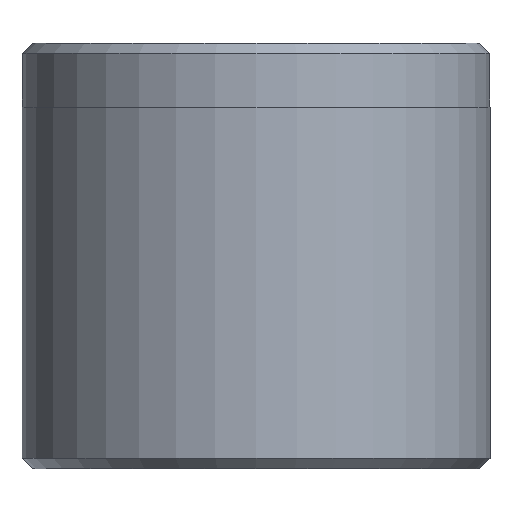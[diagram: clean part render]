
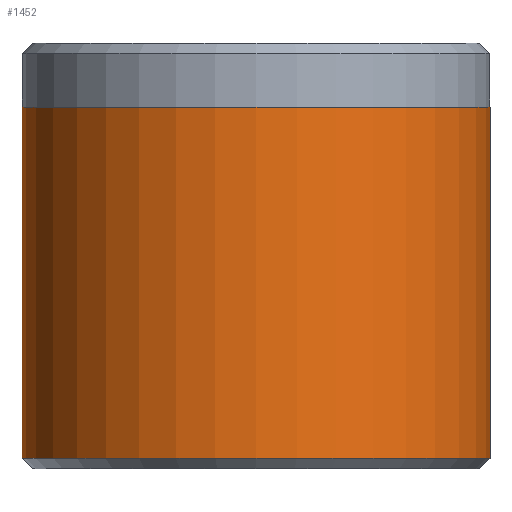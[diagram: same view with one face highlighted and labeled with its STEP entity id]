
A CAD part, front view. The second image highlights one B-rep face of the part: STEP entity #1452.
In plain terms, the highlighted cylindrical face has radius 11 mm (diameter 22 mm), a partial arc.
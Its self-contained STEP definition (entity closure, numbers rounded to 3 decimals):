
#52 = LINE ( 'NONE', #1449, #450 ) ;
#154 = CARTESIAN_POINT ( 'NONE',  ( 11., 0., 0.5 ) ) ;
#266 = CARTESIAN_POINT ( 'NONE',  ( 0., 0., 17. ) ) ;
#267 = ORIENTED_EDGE ( 'NONE', *, *, #1548, .F. ) ;
#335 = VERTEX_POINT ( 'NONE', #154 ) ;
#351 = LINE ( 'NONE', #1585, #719 ) ;
#361 = EDGE_CURVE ( 'NONE', #1551, #1054, #52, .T. ) ;
#367 = CARTESIAN_POINT ( 'NONE',  ( 0., 0., 20. ) ) ;
#399 = DIRECTION ( 'NONE',  ( 0., 0., 1. ) ) ;
#403 = CYLINDRICAL_SURFACE ( 'NONE', #1736, 11. ) ;
#419 = DIRECTION ( 'NONE',  ( 1., 0., 0. ) ) ;
#450 = VECTOR ( 'NONE', #1390, 1000. ) ;
#539 = CARTESIAN_POINT ( 'NONE',  ( 11., 0., 17. ) ) ;
#588 = CARTESIAN_POINT ( 'NONE',  ( -11., 0., 0.5 ) ) ;
#694 = ORIENTED_EDGE ( 'NONE', *, *, #1520, .T. ) ;
#719 = VECTOR ( 'NONE', #929, 1000. ) ;
#777 = DIRECTION ( 'NONE',  ( -1., 0., 0. ) ) ;
#823 = VERTEX_POINT ( 'NONE', #539 ) ;
#826 = ORIENTED_EDGE ( 'NONE', *, *, #908, .F. ) ;
#908 = EDGE_CURVE ( 'NONE', #1551, #823, #1069, .T. ) ;
#914 = DIRECTION ( 'NONE',  ( 0., 0., -1. ) ) ;
#929 = DIRECTION ( 'NONE',  ( 0., 0., -1. ) ) ;
#1054 = VERTEX_POINT ( 'NONE', #588 ) ;
#1067 = CIRCLE ( 'NONE', #1475, 11. ) ;
#1069 = CIRCLE ( 'NONE', #1454, 11. ) ;
#1146 = FACE_OUTER_BOUND ( 'NONE', #1354, .T. ) ;
#1188 = ORIENTED_EDGE ( 'NONE', *, *, #361, .T. ) ;
#1195 = CARTESIAN_POINT ( 'NONE',  ( 0., 0., 0.5 ) ) ;
#1203 = CARTESIAN_POINT ( 'NONE',  ( -11., 0., 17. ) ) ;
#1218 = DIRECTION ( 'NONE',  ( 0., 0., 1. ) ) ;
#1324 = DIRECTION ( 'NONE',  ( 1., 0., 0. ) ) ;
#1354 = EDGE_LOOP ( 'NONE', ( #267, #826, #1188, #694 ) ) ;
#1390 = DIRECTION ( 'NONE',  ( 0., 0., -1. ) ) ;
#1449 = CARTESIAN_POINT ( 'NONE',  ( -11., 0., 20. ) ) ;
#1452 = ADVANCED_FACE ( 'NONE', ( #1146 ), #403, .T. ) ;
#1454 = AXIS2_PLACEMENT_3D ( 'NONE', #266, #1218, #419 ) ;
#1475 = AXIS2_PLACEMENT_3D ( 'NONE', #1195, #399, #1324 ) ;
#1520 = EDGE_CURVE ( 'NONE', #1054, #335, #1067, .T. ) ;
#1548 = EDGE_CURVE ( 'NONE', #823, #335, #351, .T. ) ;
#1551 = VERTEX_POINT ( 'NONE', #1203 ) ;
#1585 = CARTESIAN_POINT ( 'NONE',  ( 11., 0., 20. ) ) ;
#1736 = AXIS2_PLACEMENT_3D ( 'NONE', #367, #914, #777 ) ;
